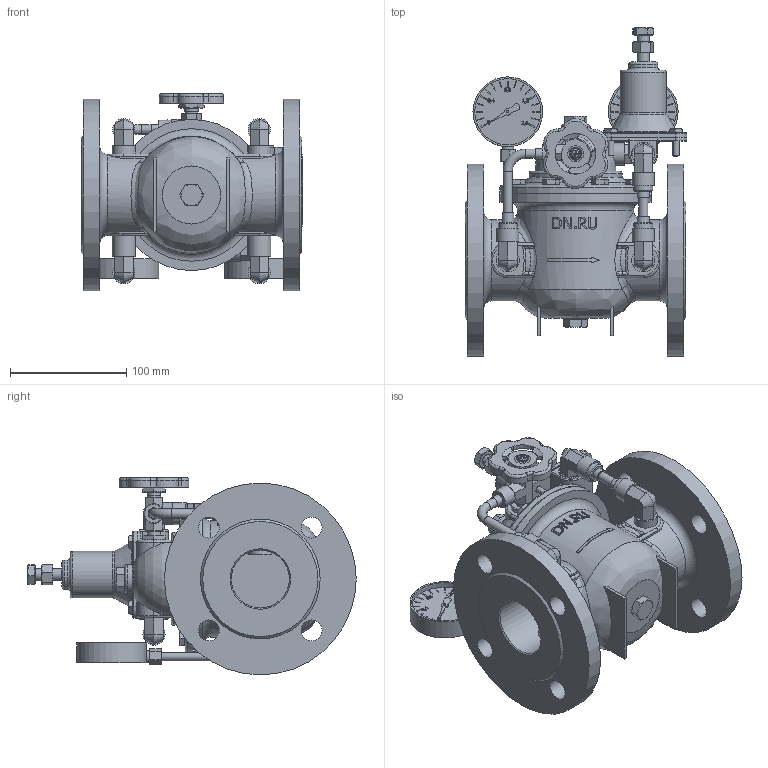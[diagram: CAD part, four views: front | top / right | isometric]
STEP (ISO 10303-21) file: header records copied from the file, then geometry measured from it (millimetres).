
FILE_DESCRIPTION(/* description */ (''),/* implementation_level */ '2;1');
FILE_NAME(/* name */ 'DN50_3D_STEP.stp',/* time_stamp */ '2024-12-22T23:39:26+03:00',/* author */ ('igorr'),/* organization */ (''),/* preprocessor_version */ 'ST-DEVELOPER v20',/* originating_system */ 'Autodesk Inventor 2025',/* authorisation */ '');
FILE_SCHEMA (('AUTOMOTIVE_DESIGN { 1 0 10303 214 3 1 1 }'));
Products named in the file (16): Сборка; Деталь1; Деталь2; Parker, симметричный входящий 
тройник 172P 172P-8-6; Деталь3; Деталь5; Деталь4; Деталь6; Деталь7; Parker, входящее колено 
149F-249б 149F-8-8; AS 1110 - M10 x 30; AS 1110 - M8 x 12; AS 1110 - M12 x 20; ANSI B18.2.4.2M - M10x1,5; Bolt GB/T 35 M5 x 20; AS 1427 - M4 x 6
Assembly tree (34 placements, depth 2):
  Сборка
    Деталь1
    Деталь2
    Parker, входящее колено 
149F-249б 149F-8-8  x7
    Parker, симметричный входящий 
тройник 172P 172P-8-6
    Деталь3
    Деталь5  x2
    Деталь4  x2
    Деталь6
    Деталь7
    AS 1110 - M10 x 30
    AS 1110 - M8 x 12  x8
    AS 1110 - M12 x 20  x2
    ANSI B18.2.4.2M - M10x1,5
    Bolt GB/T 35 M5 x 20  x4
    AS 1427 - M4 x 6
Bounding box: 190.76 x 282.5 x 170.13 mm (x, y, z)
Volume: 2075032.6 mm3; surface area: 344820.3 mm2
Topology: 36 solids, 37 shells, 1609 faces, 3817 edges, 2440 vertices
Faces by surface type: plane 862, cylinder 264, bspline 222, cone 193, torus 65, sphere 3
Full cylindrical faces by diameter (mm): 2.03 x2, 3 x2, 3.571 x1, 4 x1, 4.567 x4, 5 x4, 6 x8, 7 x2, 8 x11, 8.204 x2, 8.376 x1, 9 x1, 9.845 x4, 10 x14, 10.363 x14, 10.5 x2, 11.43 x4, 12 x2, 12.954 x7, 13 x10, 15 x1, 16 x1, 16.192 x9, 18 x10, 19 x1, 19.05 x7, 19.88 x5, 19.885 x7, 23.884 x1, 25 x3
Entity records: 31829 total; most frequent: CARTESIAN_POINT 9471, ORIENTED_EDGE 4510, DIRECTION 4046, EDGE_CURVE 2255, AXIS2_PLACEMENT_3D 1480, VERTEX_POINT 1456, EDGE_LOOP 1087, LINE 1086
